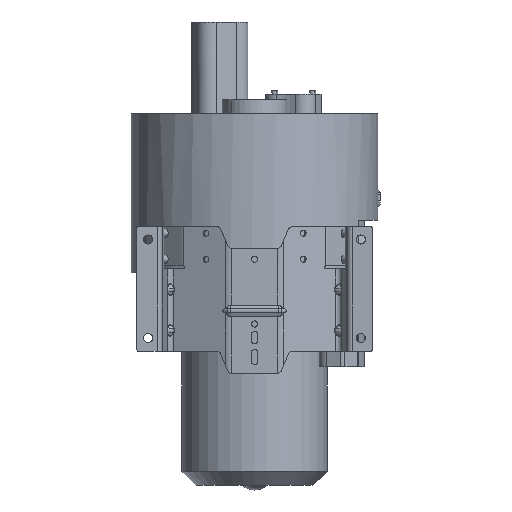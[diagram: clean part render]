
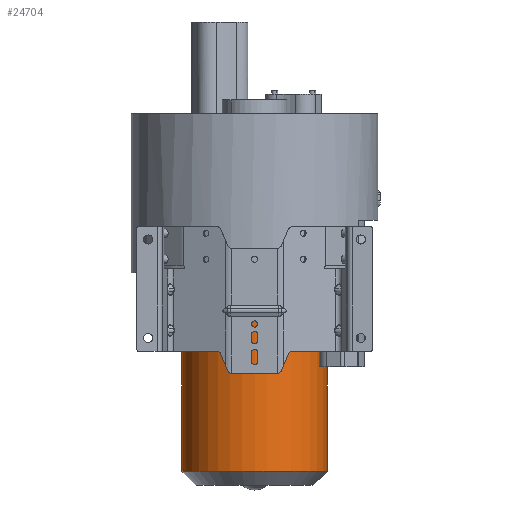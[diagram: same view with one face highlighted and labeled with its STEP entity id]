
A CAD part, front view. The second image highlights one B-rep face of the part: STEP entity #24704.
In plain terms, the highlighted cylindrical face has radius 112 mm (diameter 224 mm), a partial arc.
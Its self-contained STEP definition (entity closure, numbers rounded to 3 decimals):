
#546 = AXIS2_PLACEMENT_3D ( 'NONE', #8408, #25118, #8567 ) ;
#866 = ORIENTED_EDGE ( 'NONE', *, *, #23769, .F. ) ;
#4953 = ORIENTED_EDGE ( 'NONE', *, *, #26096, .T. ) ;
#6048 = AXIS2_PLACEMENT_3D ( 'NONE', #26494, #26954, #7605 ) ;
#6187 = DIRECTION ( 'NONE',  ( -1., 0., 0. ) ) ;
#6381 = CARTESIAN_POINT ( 'NONE',  ( -112., 0., -40.8 ) ) ;
#7415 = EDGE_CURVE ( 'NONE', #11860, #7458, #13088, .T. ) ;
#7458 = VERTEX_POINT ( 'NONE', #27460 ) ;
#7605 = DIRECTION ( 'NONE',  ( -1., 0., 0. ) ) ;
#8408 = CARTESIAN_POINT ( 'NONE',  ( 0., 0., -347. ) ) ;
#8567 = DIRECTION ( 'NONE',  ( -1., 0., 0. ) ) ;
#8825 = EDGE_LOOP ( 'NONE', ( #866, #4953, #18702, #12057 ) ) ;
#10810 = VECTOR ( 'NONE', #17043, 1000. ) ;
#11860 = VERTEX_POINT ( 'NONE', #6381 ) ;
#12057 = ORIENTED_EDGE ( 'NONE', *, *, #25882, .T. ) ;
#13088 = LINE ( 'NONE', #15417, #10810 ) ;
#13525 = DIRECTION ( 'NONE',  ( 0., 0., -1. ) ) ;
#15060 = CARTESIAN_POINT ( 'NONE',  ( 112., 0., -40.8 ) ) ;
#15417 = CARTESIAN_POINT ( 'NONE',  ( -112., 0., -40.8 ) ) ;
#16512 = CIRCLE ( 'NONE', #546, 112. ) ;
#17043 = DIRECTION ( 'NONE',  ( 0., 0., -1. ) ) ;
#18702 = ORIENTED_EDGE ( 'NONE', *, *, #7415, .T. ) ;
#19459 = VERTEX_POINT ( 'NONE', #26775 ) ;
#20067 = CARTESIAN_POINT ( 'NONE',  ( 112., 0., -40.8 ) ) ;
#20419 = CYLINDRICAL_SURFACE ( 'NONE', #24011, 112. ) ;
#20868 = CARTESIAN_POINT ( 'NONE',  ( 0., 0., -40.8 ) ) ;
#21647 = DIRECTION ( 'NONE',  ( 0., 0., -1. ) ) ;
#23509 = FACE_OUTER_BOUND ( 'NONE', #8825, .T. ) ;
#23769 = EDGE_CURVE ( 'NONE', #28897, #19459, #28816, .T. ) ;
#24011 = AXIS2_PLACEMENT_3D ( 'NONE', #20868, #13525, #6187 ) ;
#24463 = VECTOR ( 'NONE', #21647, 1000. ) ;
#24704 = ADVANCED_FACE ( 'NONE', ( #23509 ), #20419, .T. ) ;
#25118 = DIRECTION ( 'NONE',  ( 0., 0., 1. ) ) ;
#25882 = EDGE_CURVE ( 'NONE', #7458, #19459, #16512, .T. ) ;
#26096 = EDGE_CURVE ( 'NONE', #28897, #11860, #29991, .T. ) ;
#26494 = CARTESIAN_POINT ( 'NONE',  ( 0., 0., -40.8 ) ) ;
#26775 = CARTESIAN_POINT ( 'NONE',  ( 112., 0., -347. ) ) ;
#26954 = DIRECTION ( 'NONE',  ( 0., 0., -1. ) ) ;
#27460 = CARTESIAN_POINT ( 'NONE',  ( -112., 0., -347. ) ) ;
#28816 = LINE ( 'NONE', #15060, #24463 ) ;
#28897 = VERTEX_POINT ( 'NONE', #20067 ) ;
#29991 = CIRCLE ( 'NONE', #6048, 112. ) ;
